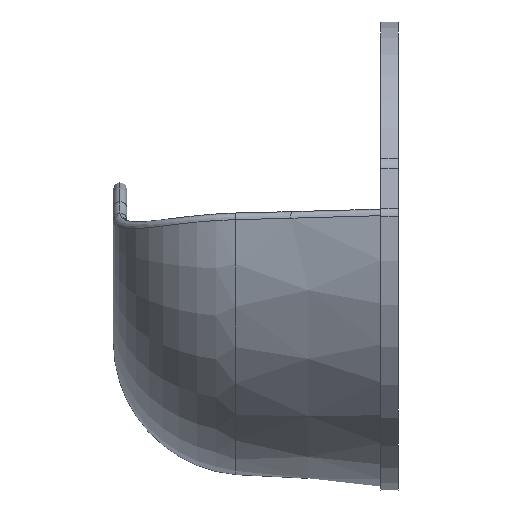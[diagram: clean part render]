
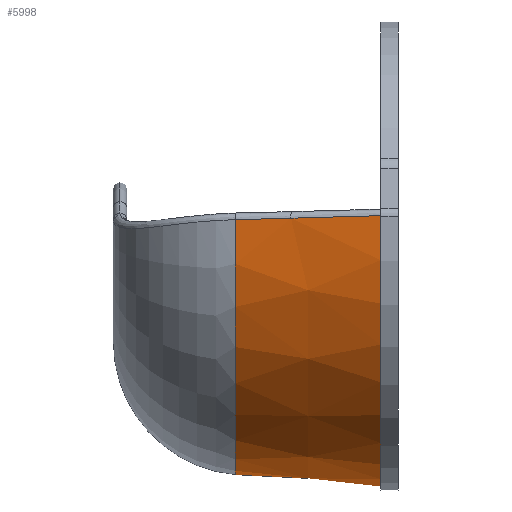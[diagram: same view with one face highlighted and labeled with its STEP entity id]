
A CAD part, left-side view. The second image highlights one B-rep face of the part: STEP entity #5998.
In plain terms, the highlighted conical face has half-angle 5 degrees and reference radius 60 mm.
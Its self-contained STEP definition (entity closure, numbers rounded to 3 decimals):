
#305 = VERTEX_POINT ( 'NONE', #2379 ) ;
#474 = VERTEX_POINT ( 'NONE', #10050 ) ;
#682 = AXIS2_PLACEMENT_3D ( 'NONE', #15998, #8710, #17620 ) ;
#715 = CARTESIAN_POINT ( 'NONE',  ( -59.992, 0., 0.98 ) ) ;
#806 = VERTEX_POINT ( 'NONE', #14709 ) ;
#1124 = EDGE_CURVE ( 'NONE', #5448, #806, #13583, .T. ) ;
#1315 = DIRECTION ( 'NONE',  ( 0., 1., 0. ) ) ;
#1701 = CARTESIAN_POINT ( 'NONE',  ( 59.408, 6.709, 0.789 ) ) ;
#1703 = DIRECTION ( 'NONE',  ( 0., 0., 1. ) ) ;
#2379 = CARTESIAN_POINT ( 'NONE',  ( 59.992, 0., 0.98 ) ) ;
#2446 = CARTESIAN_POINT ( 'NONE',  ( 0., 32.615, 0. ) ) ;
#2751 = CARTESIAN_POINT ( 'NONE',  ( -58.238, 20.126, 0.413 ) ) ;
#2869 = CARTESIAN_POINT ( 'NONE',  ( 58.238, 20.126, 0.413 ) ) ;
#2948 = CARTESIAN_POINT ( 'NONE',  ( 58.238, 20.126, 0.413 ) ) ;
#3114 = CARTESIAN_POINT ( 'NONE',  ( -57.511, 28.452, 0.186 ) ) ;
#3314 = EDGE_CURVE ( 'NONE', #305, #4422, #18197, .T. ) ;
#3507 = ORIENTED_EDGE ( 'NONE', *, *, #6003, .T. ) ;
#4165 = B_SPLINE_CURVE_WITH_KNOTS ( 'NONE', 3,
 ( #9065, #8867, #3114, #14717 ),
 .UNSPECIFIED., .F., .F.,
 ( 4, 4 ),
 ( 0., 0.013 ),
 .UNSPECIFIED. ) ;
#4422 = VERTEX_POINT ( 'NONE', #715 ) ;
#4489 = CARTESIAN_POINT ( 'NONE',  ( 57.874, 24.289, 0.297 ) ) ;
#4667 = CARTESIAN_POINT ( 'NONE',  ( -58.823, 13.418, 0.599 ) ) ;
#4847 = B_SPLINE_CURVE_WITH_KNOTS ( 'NONE', 3,
 ( #16186, #17816, #4667, #2751 ),
 .UNSPECIFIED., .F., .F.,
 ( 4, 4 ),
 ( 0., 0.02 ),
 .UNSPECIFIED. ) ;
#5448 = VERTEX_POINT ( 'NONE', #13749 ) ;
#5953 = EDGE_CURVE ( 'NONE', #6893, #305, #7848, .T. ) ;
#5998 = ADVANCED_FACE ( 'NONE', ( #10146 ), #15076, .T. ) ;
#6003 = EDGE_CURVE ( 'NONE', #4422, #474, #4847, .T. ) ;
#6377 = ORIENTED_EDGE ( 'NONE', *, *, #3314, .T. ) ;
#6893 = VERTEX_POINT ( 'NONE', #17015 ) ;
#7154 = AXIS2_PLACEMENT_3D ( 'NONE', #14465, #1315, #1703 ) ;
#7848 = B_SPLINE_CURVE_WITH_KNOTS ( 'NONE', 3,
 ( #2948, #10245, #1701, #13407 ),
 .UNSPECIFIED., .F., .F.,
 ( 4, 4 ),
 ( 0., 0.02 ),
 .UNSPECIFIED. ) ;
#8429 = ORIENTED_EDGE ( 'NONE', *, *, #1124, .T. ) ;
#8577 = DIRECTION ( 'NONE',  ( 0., 0., -1. ) ) ;
#8710 = DIRECTION ( 'NONE',  ( 0., -1., 0. ) ) ;
#8867 = CARTESIAN_POINT ( 'NONE',  ( -57.874, 24.289, 0.297 ) ) ;
#9065 = CARTESIAN_POINT ( 'NONE',  ( -58.238, 20.126, 0.413 ) ) ;
#10050 = CARTESIAN_POINT ( 'NONE',  ( -58.238, 20.126, 0.413 ) ) ;
#10146 = FACE_OUTER_BOUND ( 'NONE', #13266, .T. ) ;
#10245 = CARTESIAN_POINT ( 'NONE',  ( 58.823, 13.418, 0.599 ) ) ;
#11234 = B_SPLINE_CURVE_WITH_KNOTS ( 'NONE', 3,
 ( #17830, #14477, #4489, #2869 ),
 .UNSPECIFIED., .F., .F.,
 ( 4, 4 ),
 ( 0., 0.013 ),
 .UNSPECIFIED. ) ;
#12005 = ORIENTED_EDGE ( 'NONE', *, *, #17924, .T. ) ;
#13266 = EDGE_LOOP ( 'NONE', ( #12005, #16282, #6377, #3507, #15161, #8429 ) ) ;
#13407 = CARTESIAN_POINT ( 'NONE',  ( 59.992, 0., 0.98 ) ) ;
#13583 = CIRCLE ( 'NONE', #17860, 57.147 ) ;
#13749 = CARTESIAN_POINT ( 'NONE',  ( -57.147, 32.615, 0.079 ) ) ;
#14465 = CARTESIAN_POINT ( 'NONE',  ( 0., 0., 0. ) ) ;
#14477 = CARTESIAN_POINT ( 'NONE',  ( 57.511, 28.452, 0.186 ) ) ;
#14709 = CARTESIAN_POINT ( 'NONE',  ( 57.147, 32.615, 0.079 ) ) ;
#14717 = CARTESIAN_POINT ( 'NONE',  ( -57.147, 32.615, 0.079 ) ) ;
#15076 = CONICAL_SURFACE ( 'NONE', #682, 60., 0.087 ) ;
#15161 = ORIENTED_EDGE ( 'NONE', *, *, #17084, .T. ) ;
#15687 = DIRECTION ( 'NONE',  ( 0., -1., 0. ) ) ;
#15998 = CARTESIAN_POINT ( 'NONE',  ( 0., 0., 0. ) ) ;
#16186 = CARTESIAN_POINT ( 'NONE',  ( -59.992, 0., 0.98 ) ) ;
#16282 = ORIENTED_EDGE ( 'NONE', *, *, #5953, .T. ) ;
#17015 = CARTESIAN_POINT ( 'NONE',  ( 58.238, 20.126, 0.413 ) ) ;
#17084 = EDGE_CURVE ( 'NONE', #474, #5448, #4165, .T. ) ;
#17620 = DIRECTION ( 'NONE',  ( 0., 0., 1. ) ) ;
#17816 = CARTESIAN_POINT ( 'NONE',  ( -59.408, 6.709, 0.789 ) ) ;
#17830 = CARTESIAN_POINT ( 'NONE',  ( 57.147, 32.615, 0.079 ) ) ;
#17860 = AXIS2_PLACEMENT_3D ( 'NONE', #2446, #15687, #8577 ) ;
#17924 = EDGE_CURVE ( 'NONE', #806, #6893, #11234, .T. ) ;
#18197 = CIRCLE ( 'NONE', #7154, 60. ) ;
